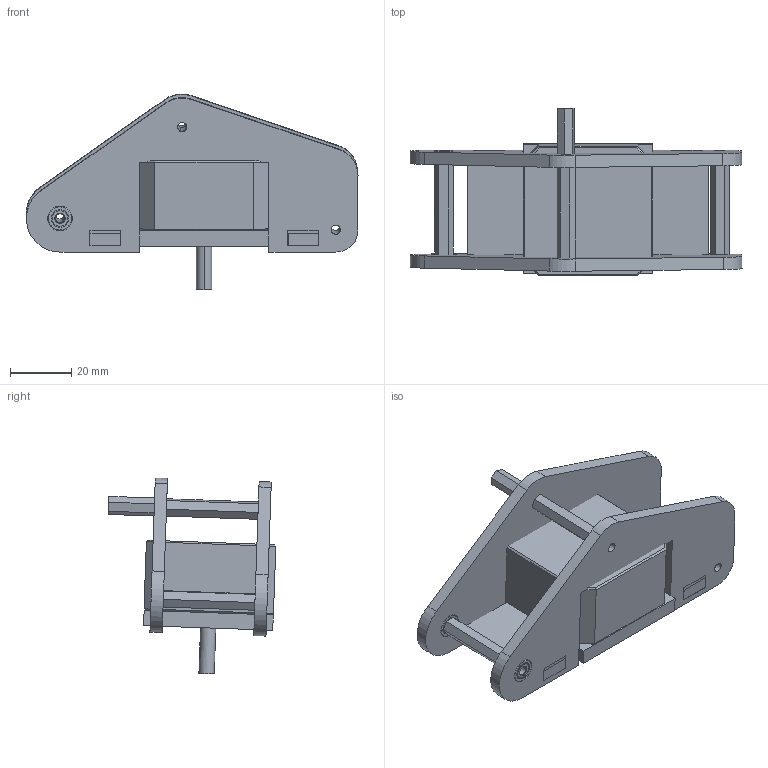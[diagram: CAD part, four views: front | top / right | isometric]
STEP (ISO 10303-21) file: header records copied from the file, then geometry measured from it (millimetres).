
FILE_DESCRIPTION (( 'STEP AP203' ), '1' );
FILE_NAME ('EndEffector_Default_sldprt.STEP', '2024-10-18T06:09:03', ( '' ), ( '' ), 'SwSTEP 2.0', 'SolidWorks 2023', '' );
FILE_SCHEMA (( 'CONFIG_CONTROL_DESIGN' ));
Length unit declared in the file: millimetre
Products named in the file (1): EndEffector_Default_sldprt
Bounding box: 108.68 x 54.87 x 64.16 mm (x, y, z)
Volume: 77742.7 mm3; surface area: 32678.5 mm2
Topology: 16 solids, 16 shells, 252 faces, 602 edges, 384 vertices
Faces by surface type: plane 142, cylinder 82, cone 16, torus 12
Entity records: 7421 total; most frequent: DIRECTION 1304, CARTESIAN_POINT 1239, ORIENTED_EDGE 1204, EDGE_CURVE 602, AXIS2_PLACEMENT_3D 449, VECTOR 406, LINE 406, VERTEX_POINT 384
